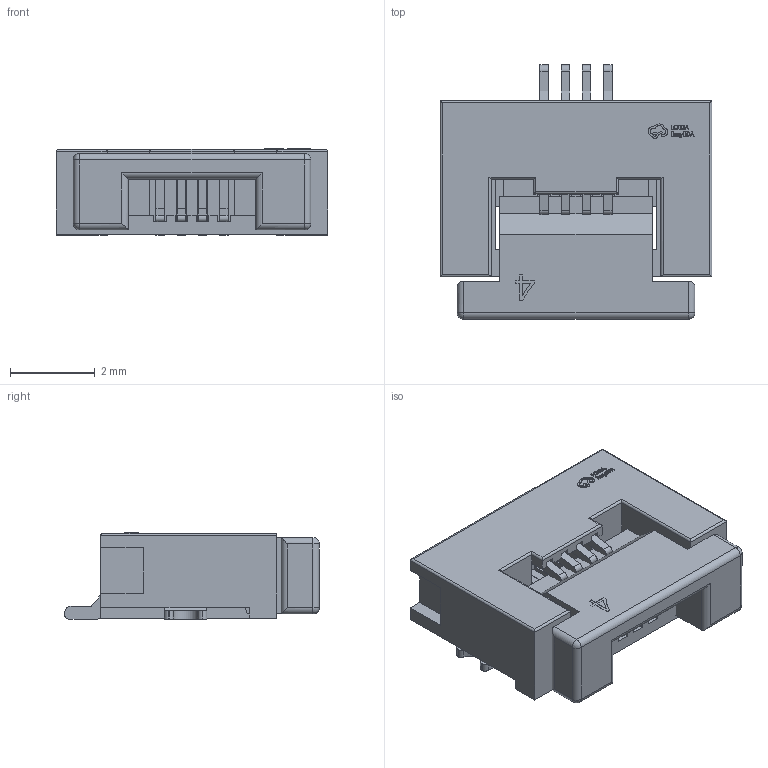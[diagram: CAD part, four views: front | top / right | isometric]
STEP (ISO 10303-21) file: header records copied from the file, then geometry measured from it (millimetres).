
FILE_DESCRIPTION (( 'STEP AP214' ), '1' );
FILE_NAME ('FPC-SMD_4P-P0.50_HCTL_XW05202-040R-00.step', '2022-07-06T10:56:07', ( '' ), ( '' ), 'SwSTEP 2.0', 'SolidWorks 2020', '' );
FILE_SCHEMA (( 'AUTOMOTIVE_DESIGN' ));
Length unit declared in the file: millimetre
Products named in the file (1): FPC-SMD_4P-P0.50_HCTL_XW05202-040R-00
Bounding box: 6.4 x 6 x 2.03 mm (x, y, z)
Volume: 43.6 mm3; surface area: 226.2 mm2
Topology: 8 solids, 8 shells, 563 faces, 1551 edges, 1016 vertices
Faces by surface type: plane 379, bspline 114, cylinder 66, sphere 4
Entity records: 25026 total; most frequent: CARTESIAN_POINT 5389, ORIENTED_EDGE 3094, DIRECTION 2287, EDGE_CURVE 1547, VECTOR 1203, LINE 1203, VERTEX_POINT 1016, EDGE_LOOP 591
